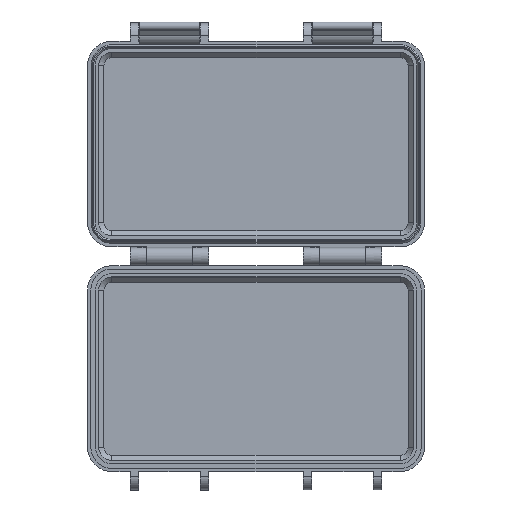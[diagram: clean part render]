
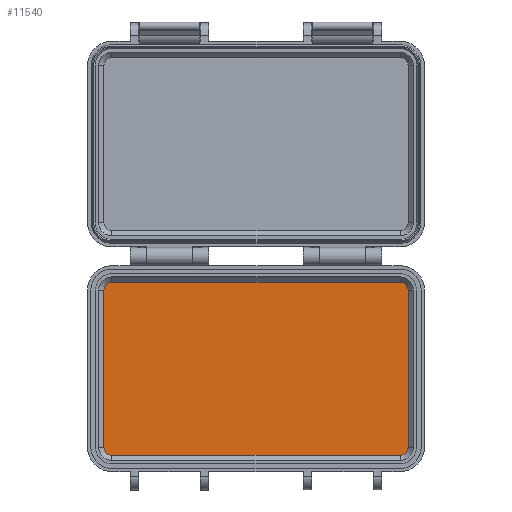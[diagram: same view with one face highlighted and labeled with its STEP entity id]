
A CAD part, top view. The second image highlights one B-rep face of the part: STEP entity #11540.
In plain terms, the highlighted face is planar.
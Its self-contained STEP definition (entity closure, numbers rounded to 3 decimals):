
#476=PLANE('',#12511);
#942=FACE_OUTER_BOUND('',#1595,.T.);
#1595=EDGE_LOOP('',(#9176,#9177,#9178,#9179,#9180,#9181,#9182,#9183));
#2444=LINE('',#18283,#3586);
#2461=LINE('',#18336,#3603);
#2476=LINE('',#18382,#3618);
#2505=LINE('',#18474,#3647);
#3586=VECTOR('',#14666,10.);
#3603=VECTOR('',#14729,10.);
#3618=VECTOR('',#14782,10.);
#3647=VECTOR('',#14897,10.);
#4382=CIRCLE('',#12431,3.);
#4391=CIRCLE('',#12450,3.);
#4400=CIRCLE('',#12472,3.);
#4415=CIRCLE('',#12500,3.);
#5143=VERTEX_POINT('',#18280);
#5144=VERTEX_POINT('',#18282);
#5147=VERTEX_POINT('',#18303);
#5148=VERTEX_POINT('',#18305);
#5157=VERTEX_POINT('',#18335);
#5162=VERTEX_POINT('',#18351);
#5169=VERTEX_POINT('',#18380);
#5189=VERTEX_POINT('',#18461);
#6508=EDGE_CURVE('',#5144,#5143,#2444,.T.);
#6520=EDGE_CURVE('',#5148,#5147,#4382,.T.);
#6534=EDGE_CURVE('',#5147,#5157,#2461,.T.);
#6543=EDGE_CURVE('',#5157,#5162,#4391,.T.);
#6558=EDGE_CURVE('',#5162,#5169,#2476,.T.);
#6567=EDGE_CURVE('',#5169,#5144,#4400,.T.);
#6600=EDGE_CURVE('',#5143,#5189,#4415,.T.);
#6605=EDGE_CURVE('',#5189,#5148,#2505,.T.);
#9176=ORIENTED_EDGE('',*,*,#6543,.T.);
#9177=ORIENTED_EDGE('',*,*,#6558,.T.);
#9178=ORIENTED_EDGE('',*,*,#6567,.T.);
#9179=ORIENTED_EDGE('',*,*,#6508,.T.);
#9180=ORIENTED_EDGE('',*,*,#6600,.T.);
#9181=ORIENTED_EDGE('',*,*,#6605,.T.);
#9182=ORIENTED_EDGE('',*,*,#6520,.T.);
#9183=ORIENTED_EDGE('',*,*,#6534,.T.);
#11540=ADVANCED_FACE('',(#942),#476,.T.);
#12431=AXIS2_PLACEMENT_3D('',#18306,#14692,#14693);
#12450=AXIS2_PLACEMENT_3D('',#18353,#14744,#14745);
#12472=AXIS2_PLACEMENT_3D('',#18401,#14803,#14804);
#12500=AXIS2_PLACEMENT_3D('',#18463,#14877,#14878);
#12511=AXIS2_PLACEMENT_3D('',#18477,#14902,#14903);
#14666=DIRECTION('',(1.,0.,0.));
#14692=DIRECTION('center_axis',(0.,1.,0.));
#14693=DIRECTION('ref_axis',(1.,0.,0.));
#14729=DIRECTION('',(-1.,0.,0.));
#14744=DIRECTION('center_axis',(0.,1.,0.));
#14745=DIRECTION('ref_axis',(0.,0.,-1.));
#14782=DIRECTION('',(0.,0.,1.));
#14803=DIRECTION('center_axis',(0.,1.,0.));
#14804=DIRECTION('ref_axis',(-1.,0.,0.));
#14877=DIRECTION('center_axis',(0.,1.,0.));
#14878=DIRECTION('ref_axis',(0.,0.,1.));
#14897=DIRECTION('',(0.,0.,-1.));
#14902=DIRECTION('center_axis',(0.,1.,0.));
#14903=DIRECTION('ref_axis',(1.,0.,0.));
#18280=CARTESIAN_POINT('',(30.,2.4,58.));
#18282=CARTESIAN_POINT('',(-30.,2.4,58.));
#18283=CARTESIAN_POINT('',(30.,2.4,58.));
#18303=CARTESIAN_POINT('',(30.,2.4,-58.));
#18305=CARTESIAN_POINT('',(33.,2.4,-55.));
#18306=CARTESIAN_POINT('Origin',(30.,2.4,-55.));
#18335=CARTESIAN_POINT('',(-30.,2.4,-58.));
#18336=CARTESIAN_POINT('',(-30.,2.4,-58.));
#18351=CARTESIAN_POINT('',(-33.,2.4,-55.));
#18353=CARTESIAN_POINT('Origin',(-30.,2.4,-55.));
#18380=CARTESIAN_POINT('',(-33.,2.4,55.));
#18382=CARTESIAN_POINT('',(-33.,2.4,55.));
#18401=CARTESIAN_POINT('Origin',(-30.,2.4,55.));
#18461=CARTESIAN_POINT('',(33.,2.4,55.));
#18463=CARTESIAN_POINT('Origin',(30.,2.4,55.));
#18474=CARTESIAN_POINT('',(33.,2.4,-55.));
#18477=CARTESIAN_POINT('Origin',(0.,2.4,0.));
